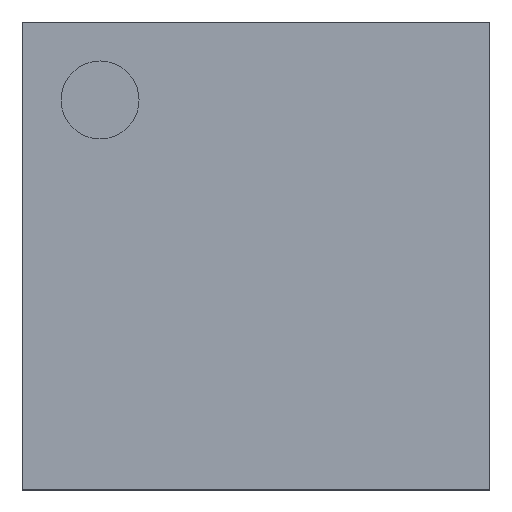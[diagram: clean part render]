
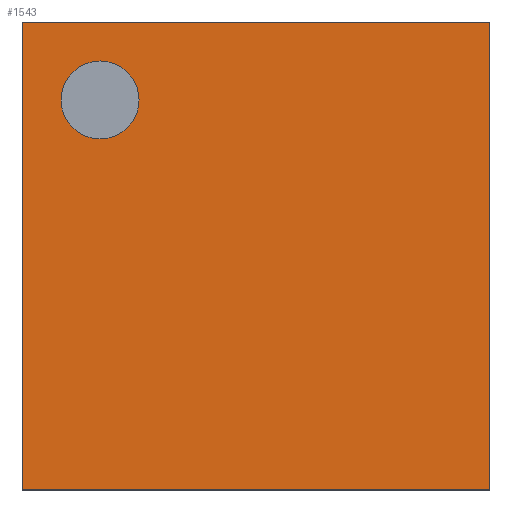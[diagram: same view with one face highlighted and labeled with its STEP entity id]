
A CAD part, top view. The second image highlights one B-rep face of the part: STEP entity #1543.
In plain terms, the highlighted planar face has unit normal (0, 0, 1).
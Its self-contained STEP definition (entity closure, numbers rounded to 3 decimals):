
#10 = ORIENTED_EDGE ( 'NONE', *, *, #2089, .F. ) ;
#138 = FACE_BOUND ( 'NONE', #1382, .T. ) ;
#161 = CARTESIAN_POINT ( 'NONE',  ( 1.5, 1.5, 1.1 ) ) ;
#243 = DIRECTION ( 'NONE',  ( 0., 0., 1. ) ) ;
#254 = LINE ( 'NONE', #2188, #462 ) ;
#279 = ORIENTED_EDGE ( 'NONE', *, *, #2245, .F. ) ;
#335 = EDGE_CURVE ( 'NONE', #1421, #2636, #975, .T. ) ;
#377 = DIRECTION ( 'NONE',  ( 1., 0., 0. ) ) ;
#417 = ORIENTED_EDGE ( 'NONE', *, *, #1428, .F. ) ;
#462 = VECTOR ( 'NONE', #377, 1000. ) ;
#599 = AXIS2_PLACEMENT_3D ( 'NONE', #665, #2256, #1369 ) ;
#605 = FACE_OUTER_BOUND ( 'NONE', #1321, .T. ) ;
#623 = CARTESIAN_POINT ( 'NONE',  ( 1.5, -1.5, 1.1 ) ) ;
#665 = CARTESIAN_POINT ( 'NONE',  ( 0., 0., 1.1 ) ) ;
#739 = CARTESIAN_POINT ( 'NONE',  ( -1.5, -1.5, 1.1 ) ) ;
#745 = EDGE_CURVE ( 'NONE', #1396, #1603, #1424, .T. ) ;
#759 = CARTESIAN_POINT ( 'NONE',  ( 1.5, -1.5, 1.1 ) ) ;
#797 = DIRECTION ( 'NONE',  ( 0., 0., 1. ) ) ;
#975 = LINE ( 'NONE', #2797, #2359 ) ;
#995 = CARTESIAN_POINT ( 'NONE',  ( -1.5, 1.5, 1.1 ) ) ;
#1026 = DIRECTION ( 'NONE',  ( 1., 0., 0. ) ) ;
#1069 = DIRECTION ( 'NONE',  ( -1., 0., 0. ) ) ;
#1093 = ORIENTED_EDGE ( 'NONE', *, *, #1130, .F. ) ;
#1130 = EDGE_CURVE ( 'NONE', #1603, #1396, #2964, .T. ) ;
#1180 = DIRECTION ( 'NONE',  ( 0., -1., 0. ) ) ;
#1262 = VERTEX_POINT ( 'NONE', #995 ) ;
#1310 = AXIS2_PLACEMENT_3D ( 'NONE', #1596, #243, #2034 ) ;
#1321 = EDGE_LOOP ( 'NONE', ( #279, #10, #2135, #417 ) ) ;
#1358 = CARTESIAN_POINT ( 'NONE',  ( -1.5, -1.5, 1.1 ) ) ;
#1369 = DIRECTION ( 'NONE',  ( 0., -1., 0. ) ) ;
#1382 = EDGE_LOOP ( 'NONE', ( #1093, #2728 ) ) ;
#1396 = VERTEX_POINT ( 'NONE', #2680 ) ;
#1421 = VERTEX_POINT ( 'NONE', #161 ) ;
#1424 = CIRCLE ( 'NONE', #1310, 0.25 ) ;
#1428 = EDGE_CURVE ( 'NONE', #1262, #1421, #254, .T. ) ;
#1543 = ADVANCED_FACE ( 'NONE', ( #138, #605 ), #2009, .F. ) ;
#1596 = CARTESIAN_POINT ( 'NONE',  ( -1., 1., 1.1 ) ) ;
#1603 = VERTEX_POINT ( 'NONE', #1793 ) ;
#1706 = VECTOR ( 'NONE', #2333, 1000. ) ;
#1791 = LINE ( 'NONE', #623, #2236 ) ;
#1793 = CARTESIAN_POINT ( 'NONE',  ( -0.75, 1., 1.1 ) ) ;
#2009 = PLANE ( 'NONE',  #599 ) ;
#2034 = DIRECTION ( 'NONE',  ( 1., 0., 0. ) ) ;
#2089 = EDGE_CURVE ( 'NONE', #2636, #2294, #1791, .T. ) ;
#2135 = ORIENTED_EDGE ( 'NONE', *, *, #335, .F. ) ;
#2150 = CARTESIAN_POINT ( 'NONE',  ( -1., 1., 1.1 ) ) ;
#2176 = LINE ( 'NONE', #739, #1706 ) ;
#2188 = CARTESIAN_POINT ( 'NONE',  ( -1.5, 1.5, 1.1 ) ) ;
#2236 = VECTOR ( 'NONE', #1069, 1000. ) ;
#2245 = EDGE_CURVE ( 'NONE', #2294, #1262, #2176, .T. ) ;
#2256 = DIRECTION ( 'NONE',  ( 0., 0., -1. ) ) ;
#2294 = VERTEX_POINT ( 'NONE', #1358 ) ;
#2333 = DIRECTION ( 'NONE',  ( 0., 1., 0. ) ) ;
#2359 = VECTOR ( 'NONE', #1180, 1000. ) ;
#2636 = VERTEX_POINT ( 'NONE', #759 ) ;
#2680 = CARTESIAN_POINT ( 'NONE',  ( -1.25, 1., 1.1 ) ) ;
#2722 = AXIS2_PLACEMENT_3D ( 'NONE', #2150, #797, #1026 ) ;
#2728 = ORIENTED_EDGE ( 'NONE', *, *, #745, .F. ) ;
#2797 = CARTESIAN_POINT ( 'NONE',  ( 1.5, 1.5, 1.1 ) ) ;
#2964 = CIRCLE ( 'NONE', #2722, 0.25 ) ;
